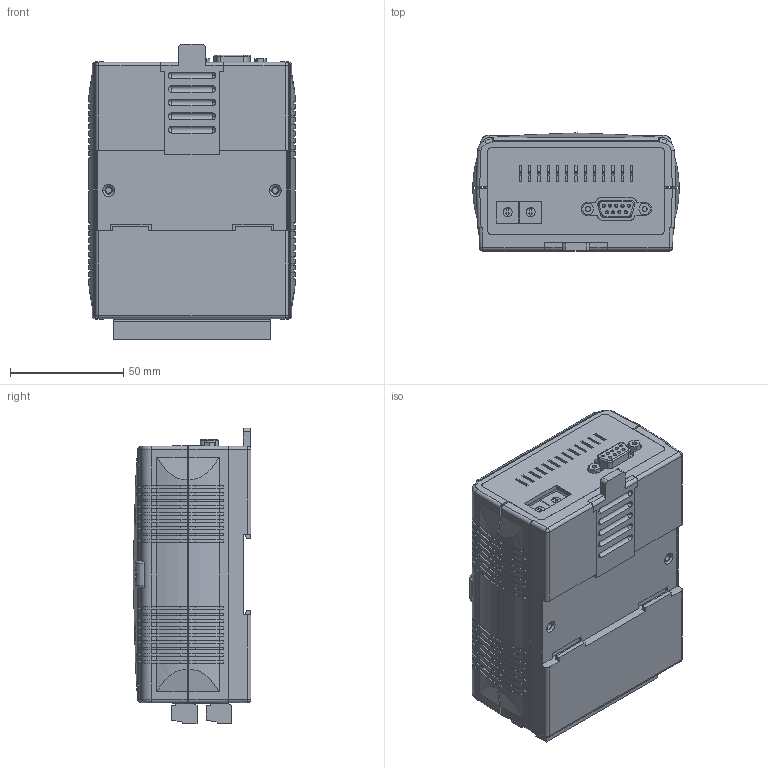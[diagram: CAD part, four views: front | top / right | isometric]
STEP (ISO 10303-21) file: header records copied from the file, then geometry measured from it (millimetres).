
FILE_DESCRIPTION (( 'STEP AP203' ), '1' );
FILE_NAME ('PROFI-5060.STEP', '2023-10-03T01:02:48', ( 'Windows 使用者' ), ( '' ), 'SwSTEP 2.0', 'SolidWorks 2020', '' );
FILE_SCHEMA (( 'CONFIG_CONTROL_DESIGN' ));
Length unit declared in the file: millimetre
Products named in the file (16): 4SI51B0000003; 7000-02ds.sldasm-Part-2-3; 7000-02ds.sldasm-Part-21-3; D-SUB-9pin-F_2; PROFI-5060_PCB; 7000-02ds.sldasm-Part-8-3; PROFI-5018_PCB; MC420-38118; MC420-38118_ME230; PROFI-5060; PROFI-5060_UP; 箭頭SW_0-F; 7000-02ds.sldasm-Part-18-3; 7000-02ds.sldasm-Part-13-3; ME230-38136; 7000-02ds.sldasm-Part-4-3
Assembly tree (18 placements, depth 4):
  PROFI-5060
    7000-02ds.sldasm-Part-2-3
    7000-02ds.sldasm-Part-21-3
    7000-02ds.sldasm-Part-18-3
    7000-02ds.sldasm-Part-8-3
    7000-02ds.sldasm-Part-4-3
    PROFI-5060_UP
    4SI51B0000003
    7000-02ds.sldasm-Part-13-3  x2
    PROFI-5060_PCB
      PROFI-5018_PCB
      D-SUB-9pin-F_2
      箭頭SW_0-F  x2
      MC420-38118_ME230
        ME230-38136
        MC420-38118  x2
Bounding box: 91 x 52 x 130.28 mm (x, y, z)
Volume: 141428.2 mm3; surface area: 142329.4 mm2
Topology: 16 solids, 16 shells, 4666 faces, 12011 edges, 7728 vertices
Faces by surface type: plane 3578, cylinder 897, torus 81, bspline 60, sphere 28, cone 22
Entity records: 122611 total; most frequent: CARTESIAN_POINT 27661, ORIENTED_EDGE 19774, DIRECTION 18342, EDGE_CURVE 9887, LINE 7812, VECTOR 7812, VERTEX_POINT 6363, AXIS2_PLACEMENT_3D 5265
